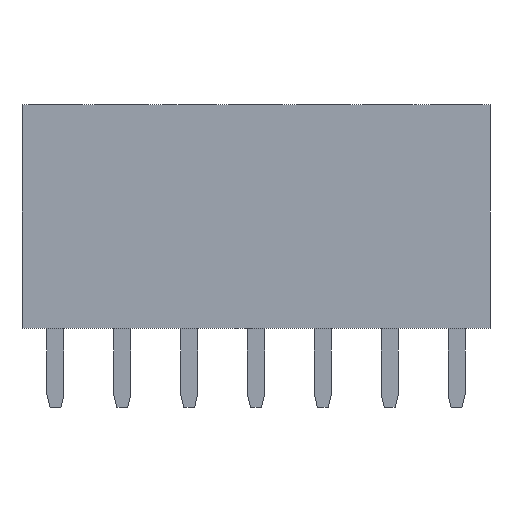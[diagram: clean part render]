
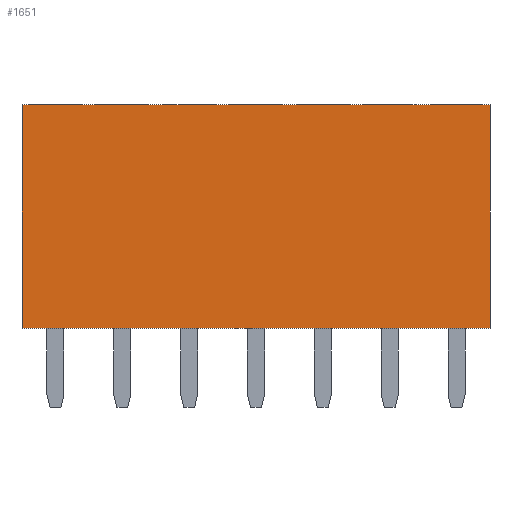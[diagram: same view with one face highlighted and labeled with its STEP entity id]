
A CAD part, left-side view. The second image highlights one B-rep face of the part: STEP entity #1651.
In plain terms, the highlighted planar face has unit normal (-1, 0, 0).
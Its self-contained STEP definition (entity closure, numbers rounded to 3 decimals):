
#865 = VERTEX_POINT('',#866);
#866 = CARTESIAN_POINT('',(-1.25,1.27,0.));
#874 = EDGE_CURVE('',#865,#875,#877,.T.);
#875 = VERTEX_POINT('',#876);
#876 = CARTESIAN_POINT('',(-1.25,1.27,8.5));
#877 = LINE('',#878,#879);
#878 = CARTESIAN_POINT('',(-1.25,1.27,0.));
#879 = VECTOR('',#880,1.);
#880 = DIRECTION('',(0.,0.,1.));
#955 = EDGE_CURVE('',#956,#865,#958,.T.);
#956 = VERTEX_POINT('',#957);
#957 = CARTESIAN_POINT('',(-1.25,-16.51,0.));
#958 = LINE('',#959,#960);
#959 = CARTESIAN_POINT('',(-1.25,-16.51,0.));
#960 = VECTOR('',#961,1.);
#961 = DIRECTION('',(0.,1.,0.));
#1394 = EDGE_CURVE('',#1395,#875,#1397,.T.);
#1395 = VERTEX_POINT('',#1396);
#1396 = CARTESIAN_POINT('',(-1.25,-16.51,8.5));
#1397 = LINE('',#1398,#1399);
#1398 = CARTESIAN_POINT('',(-1.25,-16.51,8.5));
#1399 = VECTOR('',#1400,1.);
#1400 = DIRECTION('',(0.,1.,0.));
#1651 = ADVANCED_FACE('',(#1652),#1663,.T.);
#1652 = FACE_BOUND('',#1653,.T.);
#1653 = EDGE_LOOP('',(#1654,#1660,#1661,#1662));
#1654 = ORIENTED_EDGE('',*,*,#1655,.T.);
#1655 = EDGE_CURVE('',#956,#1395,#1656,.T.);
#1656 = LINE('',#1657,#1658);
#1657 = CARTESIAN_POINT('',(-1.25,-16.51,0.));
#1658 = VECTOR('',#1659,1.);
#1659 = DIRECTION('',(0.,0.,1.));
#1660 = ORIENTED_EDGE('',*,*,#1394,.T.);
#1661 = ORIENTED_EDGE('',*,*,#874,.F.);
#1662 = ORIENTED_EDGE('',*,*,#955,.F.);
#1663 = PLANE('',#1664);
#1664 = AXIS2_PLACEMENT_3D('',#1665,#1666,#1667);
#1665 = CARTESIAN_POINT('',(-1.25,-16.51,0.));
#1666 = DIRECTION('',(-1.,0.,0.));
#1667 = DIRECTION('',(0.,1.,0.));
